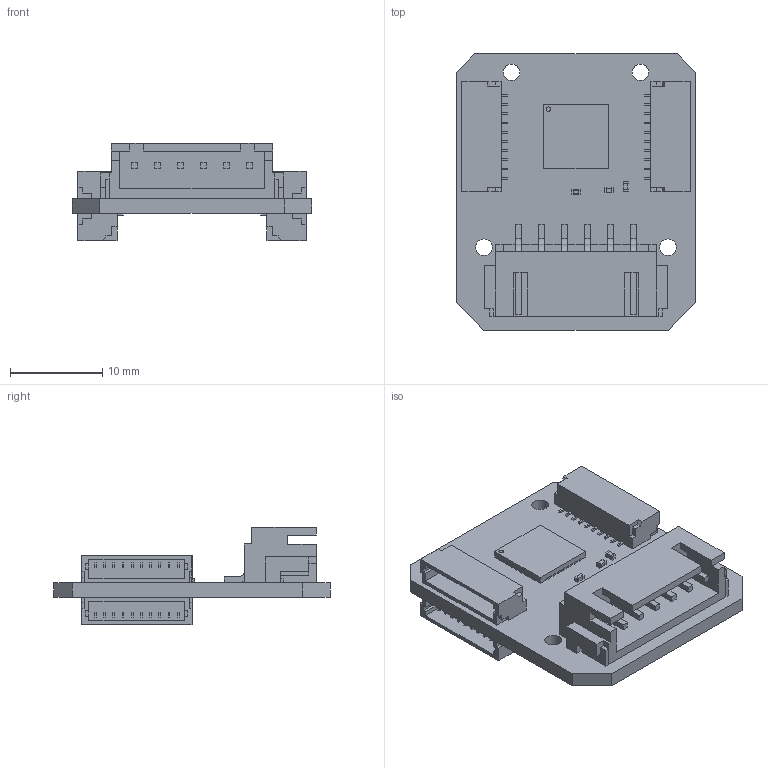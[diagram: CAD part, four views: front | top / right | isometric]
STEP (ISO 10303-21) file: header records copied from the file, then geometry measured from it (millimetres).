
FILE_DESCRIPTION(('FreeCAD Model'),'2;1');
FILE_NAME('INTAN.step', '2020-03-29T18:36:51',(''),(''),'Open CASCADE STEP processor 7.3', 'FreeCAD','Unknown');
FILE_SCHEMA(('AUTOMOTIVE_DESIGN { 1 0 10303 214 1 1 1 1 }'));
Length unit declared in the file: millimetre
Products named in the file (1): somos_wristband_2.0_sp
Bounding box: 26 x 30 x 10.55 mm (x, y, z)
Volume: 2060.9 mm3; surface area: 3657.4 mm2
Topology: 1 solids, 1 shells, 1270 faces, 3872 edges, 2574 vertices
Faces by surface type: plane 1089, cylinder 181
Full cylindrical faces by diameter (mm): 1.8 x4
Entity records: 52063 total; most frequent: ORIENTED_EDGE 7744, CARTESIAN_POINT 7717, DIRECTION 6776, EDGE_CURVE 3872, LINE 3510, VECTOR 3510, VERTEX_POINT 2574, AXIS2_PLACEMENT_3D 1633
